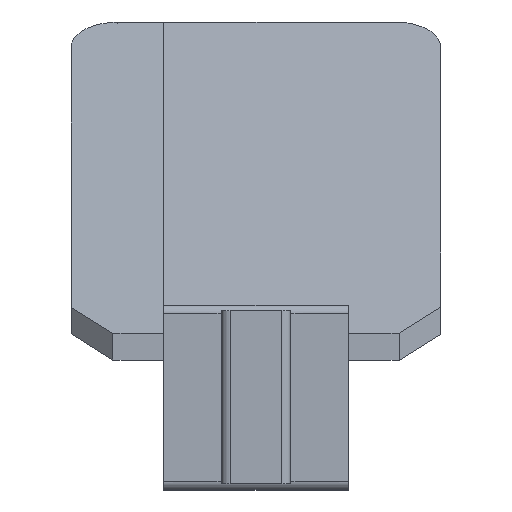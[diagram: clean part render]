
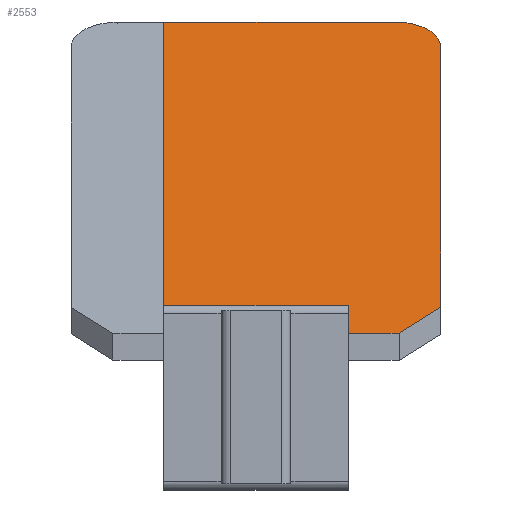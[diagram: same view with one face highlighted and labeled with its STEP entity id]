
A CAD part, top view. The second image highlights one B-rep face of the part: STEP entity #2553.
In plain terms, the highlighted planar face has unit normal (0, 0.848, 0.53).
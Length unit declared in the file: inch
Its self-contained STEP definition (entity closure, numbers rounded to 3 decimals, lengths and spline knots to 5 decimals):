
#110=AXIS2_PLACEMENT_3D('Circle Axis2P3D',#108,#109,$) ;
#2523=AXIS2_PLACEMENT_3D('Plane Axis2P3D',#2520,#2521,#2522) ;
#43=CARTESIAN_POINT('Vertex',(1.55,0.7,-1.88)) ;
#48=CARTESIAN_POINT('Line Origine',(1.275,0.7,-1.88)) ;
#52=CARTESIAN_POINT('Vertex',(1.,0.7,-1.88)) ;
#89=CARTESIAN_POINT('Vertex',(2.,0.98119,-2.33)) ;
#93=CARTESIAN_POINT('Control Point',(2.,0.98119,-2.33)) ;
#94=CARTESIAN_POINT('Control Point',(1.55,0.7,-1.88)) ;
#108=CARTESIAN_POINT('Axis2P3D Location',(1.5,3.81328,-6.86228)) ;
#112=CARTESIAN_POINT('Vertex',(1.5,4.07824,-7.28631)) ;
#114=CARTESIAN_POINT('Vertex',(2.,3.81328,-6.86228)) ;
#148=CARTESIAN_POINT('Line Origine',(2.,2.39723,-4.59614)) ;
#2520=CARTESIAN_POINT('Axis2P3D Location',(0.,4.07824,-7.28631)) ;
#2525=CARTESIAN_POINT('Line Origine',(0.,0.7,-1.88)) ;
#2529=CARTESIAN_POINT('Vertex',(-1.,0.7,-1.88)) ;
#2532=CARTESIAN_POINT('Line Origine',(0.25,4.07824,-7.28631)) ;
#2536=CARTESIAN_POINT('Vertex',(-1.,4.07824,-7.28631)) ;
#2539=CARTESIAN_POINT('Line Origine',(-1.,2.38912,-4.58315)) ;
#49=DIRECTION('Vector Direction',(1.,0.,0.)) ;
#109=DIRECTION('Axis2P3D Direction',(0.,0.848,0.53)) ;
#149=DIRECTION('Vector Direction',(0.,-0.53,0.848)) ;
#2521=DIRECTION('Axis2P3D Direction',(-0.,0.848,0.53)) ;
#2522=DIRECTION('Axis2P3D XDirection',(0.,-0.53,0.848)) ;
#2526=DIRECTION('Vector Direction',(1.,0.,0.)) ;
#2533=DIRECTION('Vector Direction',(1.,0.,0.)) ;
#2540=DIRECTION('Vector Direction',(0.,-0.53,0.848)) ;
#50=VECTOR('Line Direction',#49,0.03937) ;
#150=VECTOR('Line Direction',#149,0.03937) ;
#2527=VECTOR('Line Direction',#2526,0.03937) ;
#2534=VECTOR('Line Direction',#2533,0.03937) ;
#2541=VECTOR('Line Direction',#2540,0.03937) ;
#2545=ORIENTED_EDGE('',*,*,#2531,.T.) ;
#2546=ORIENTED_EDGE('',*,*,#54,.T.) ;
#2547=ORIENTED_EDGE('',*,*,#95,.F.) ;
#2548=ORIENTED_EDGE('',*,*,#152,.F.) ;
#2549=ORIENTED_EDGE('',*,*,#116,.F.) ;
#2550=ORIENTED_EDGE('',*,*,#2538,.F.) ;
#2551=ORIENTED_EDGE('',*,*,#2543,.T.) ;
#2553=ADVANCED_FACE('PLASTIC',(#2552),#2524,.T.) ;
#92=B_SPLINE_CURVE_WITH_KNOTS('',1,(#93,#94),.UNSPECIFIED.,.F.,.U.,(2,2),(-8.83603,8.83603),.UNSPECIFIED.) ;
#111=CIRCLE('generated circle',#110,0.5) ;
#54=EDGE_CURVE('',#53,#44,#51,.T.) ;
#95=EDGE_CURVE('',#90,#44,#92,.T.) ;
#116=EDGE_CURVE('',#113,#115,#111,.F.) ;
#152=EDGE_CURVE('',#115,#90,#151,.T.) ;
#2531=EDGE_CURVE('',#2530,#53,#2528,.T.) ;
#2538=EDGE_CURVE('',#2537,#113,#2535,.T.) ;
#2543=EDGE_CURVE('',#2537,#2530,#2542,.T.) ;
#2544=EDGE_LOOP('',(#2545,#2546,#2547,#2548,#2549,#2550,#2551)) ;
#2552=FACE_OUTER_BOUND('',#2544,.T.) ;
#51=LINE('Line',#48,#50) ;
#151=LINE('Line',#148,#150) ;
#2528=LINE('Line',#2525,#2527) ;
#2535=LINE('Line',#2532,#2534) ;
#2542=LINE('Line',#2539,#2541) ;
#2524=PLANE('',#2523) ;
#44=VERTEX_POINT('',#43) ;
#53=VERTEX_POINT('',#52) ;
#90=VERTEX_POINT('',#89) ;
#113=VERTEX_POINT('',#112) ;
#115=VERTEX_POINT('',#114) ;
#2530=VERTEX_POINT('',#2529) ;
#2537=VERTEX_POINT('',#2536) ;
